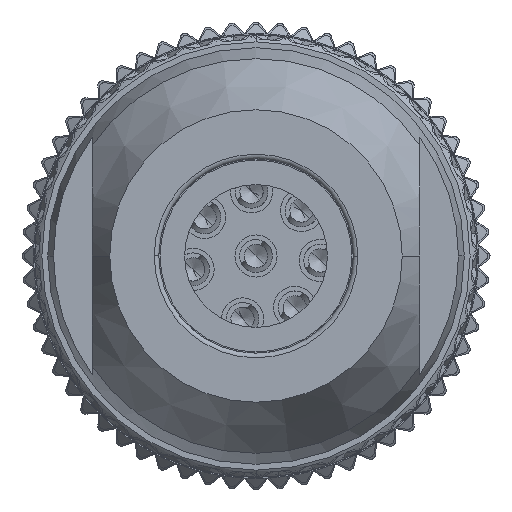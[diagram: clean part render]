
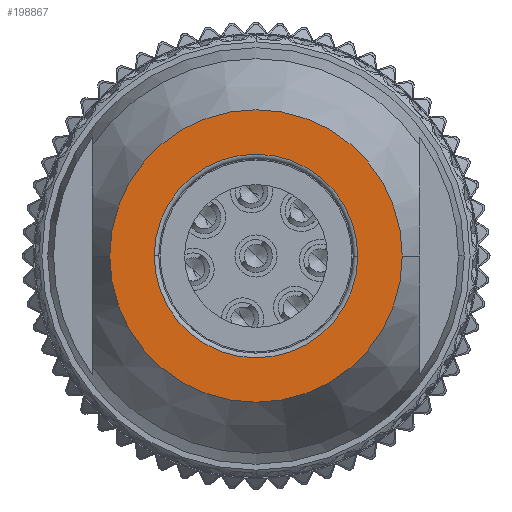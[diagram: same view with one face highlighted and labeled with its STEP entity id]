
A CAD part, front view. The second image highlights one B-rep face of the part: STEP entity #198867.
In plain terms, the highlighted planar face has unit normal (0, -1, 0).
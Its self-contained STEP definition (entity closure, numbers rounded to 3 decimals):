
#54588=CARTESIAN_POINT('',(0.,-50.55,0.));
#54589=DIRECTION('',(0.,1.,0.));
#54590=DIRECTION('',(1.,0.,0.));
#54591=AXIS2_PLACEMENT_3D('',#54588,#54589,#54590);
#54593=CARTESIAN_POINT('',(0.,-50.55,0.));
#54594=DIRECTION('',(0.,1.,0.));
#54595=DIRECTION('',(-1.,0.,0.));
#54596=AXIS2_PLACEMENT_3D('',#54593,#54594,#54595);
#54598=CARTESIAN_POINT('',(0.,-50.55,0.));
#54599=DIRECTION('',(0.,-1.,0.));
#54600=DIRECTION('',(1.,0.,0.));
#54601=AXIS2_PLACEMENT_3D('',#54598,#54599,#54600);
#54603=CARTESIAN_POINT('',(0.,-50.55,0.));
#54604=DIRECTION('',(0.,-1.,0.));
#54605=DIRECTION('',(-1.,0.,0.012));
#54606=AXIS2_PLACEMENT_3D('',#54603,#54604,#54605);
#54608=CARTESIAN_POINT('',(0.,-50.55,0.));
#54609=DIRECTION('',(0.,-1.,0.));
#54610=DIRECTION('',(-1.,0.,0.));
#54611=AXIS2_PLACEMENT_3D('',#54608,#54609,#54610);
#54613=CARTESIAN_POINT('',(0.,-50.55,0.));
#54614=DIRECTION('',(0.,-1.,0.));
#54615=DIRECTION('',(1.,0.,-0.012));
#54616=AXIS2_PLACEMENT_3D('',#54613,#54614,#54615);
#82630=CARTESIAN_POINT('',(-6.25,-50.55,0.));
#82631=VERTEX_POINT('',#82630);
#82632=CARTESIAN_POINT('',(6.25,-50.55,0.));
#82633=VERTEX_POINT('',#82632);
#82634=CARTESIAN_POINT('',(-4.35,-50.55,0.054));
#82635=CARTESIAN_POINT('',(-4.35,-50.55,-0.001));
#82636=VERTEX_POINT('',#82634);
#82637=VERTEX_POINT('',#82635);
#82638=CARTESIAN_POINT('',(4.35,-50.55,0.001));
#82639=VERTEX_POINT('',#82638);
#82640=CARTESIAN_POINT('',(4.35,-50.55,-0.054));
#82641=VERTEX_POINT('',#82640);
#198848=CARTESIAN_POINT('',(0.,-50.55,0.));
#198849=DIRECTION('',(0.,-1.,0.));
#198850=DIRECTION('',(-1.,0.,0.));
#198851=AXIS2_PLACEMENT_3D('',#198848,#198849,#198850);
#198852=PLANE('',#198851);
#198853=ORIENTED_EDGE('',*,*,#198799,.T.);
#198854=ORIENTED_EDGE('',*,*,#198839,.T.);
#198855=EDGE_LOOP('',(#198853,#198854));
#198856=FACE_OUTER_BOUND('',#198855,.F.);
#198858=ORIENTED_EDGE('',*,*,#198857,.T.);
#198860=ORIENTED_EDGE('',*,*,#198859,.T.);
#198862=ORIENTED_EDGE('',*,*,#198861,.T.);
#198864=ORIENTED_EDGE('',*,*,#198863,.T.);
#198865=EDGE_LOOP('',(#198858,#198860,#198862,#198864));
#198866=FACE_BOUND('',#198865,.F.);
#198867=ADVANCED_FACE('',(#198856,#198866),#198852,.T.);
#54592=CIRCLE('',#54591,6.25);
#54597=CIRCLE('',#54596,6.25);
#54602=CIRCLE('',#54601,4.35);
#54607=CIRCLE('',#54606,4.35);
#54612=CIRCLE('',#54611,4.35);
#54617=CIRCLE('',#54616,4.35);
#198799=EDGE_CURVE('',#82633,#82631,#54592,.T.);
#198839=EDGE_CURVE('',#82631,#82633,#54597,.T.);
#198857=EDGE_CURVE('',#82639,#82636,#54602,.T.);
#198859=EDGE_CURVE('',#82636,#82637,#54607,.T.);
#198861=EDGE_CURVE('',#82637,#82641,#54612,.T.);
#198863=EDGE_CURVE('',#82641,#82639,#54617,.T.);
